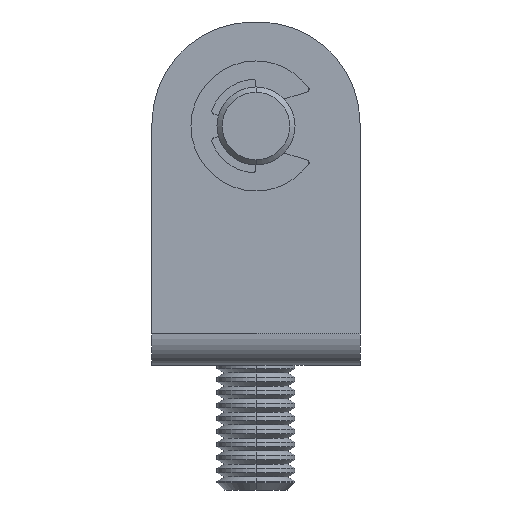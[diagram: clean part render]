
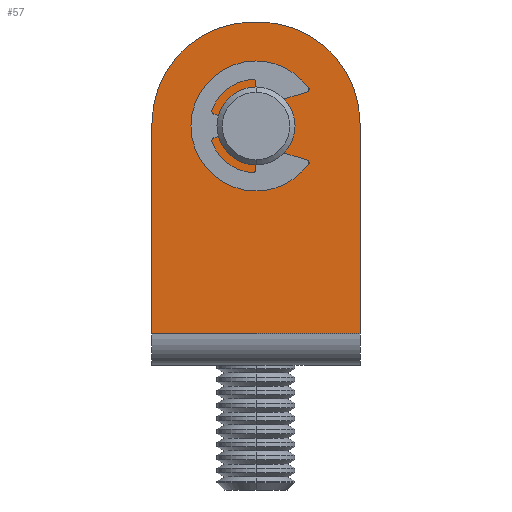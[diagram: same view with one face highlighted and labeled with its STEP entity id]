
A CAD part, left-side view. The second image highlights one B-rep face of the part: STEP entity #57.
In plain terms, the highlighted planar face has unit normal (-1, 0, 0).
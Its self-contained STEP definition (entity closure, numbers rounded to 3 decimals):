
#57 = ADVANCED_FACE ( 'NONE', ( #4584, #4302 ), #1560, .F. ) ;
#155 = DIRECTION ( 'NONE',  ( -1., 0., 0. ) ) ;
#244 = CIRCLE ( 'NONE', #382, 1.5 ) ;
#348 = VERTEX_POINT ( 'NONE', #4015 ) ;
#382 = AXIS2_PLACEMENT_3D ( 'NONE', #3011, #4151, #4461 ) ;
#412 = CARTESIAN_POINT ( 'NONE',  ( -5.7, -4., 1.2 ) ) ;
#456 = CARTESIAN_POINT ( 'NONE',  ( -5.7, -4., 9.3 ) ) ;
#522 = DIRECTION ( 'NONE',  ( -1., 0., 0. ) ) ;
#540 = AXIS2_PLACEMENT_3D ( 'NONE', #3498, #1693, #2796 ) ;
#562 = AXIS2_PLACEMENT_3D ( 'NONE', #4111, #2731, #2356 ) ;
#616 = EDGE_CURVE ( 'NONE', #348, #2960, #244, .T. ) ;
#673 = EDGE_CURVE ( 'NONE', #1116, #3295, #2611, .T. ) ;
#694 = VECTOR ( 'NONE', #4009, 1000. ) ;
#755 = VERTEX_POINT ( 'NONE', #4539 ) ;
#883 = CARTESIAN_POINT ( 'NONE',  ( -5.7, -0.1, 9.3 ) ) ;
#950 = LINE ( 'NONE', #4500, #2013 ) ;
#1032 = EDGE_CURVE ( 'NONE', #4092, #2975, #4128, .T. ) ;
#1049 = ORIENTED_EDGE ( 'NONE', *, *, #1032, .F. ) ;
#1116 = VERTEX_POINT ( 'NONE', #1907 ) ;
#1252 = LINE ( 'NONE', #3803, #3846 ) ;
#1282 = VECTOR ( 'NONE', #3184, 1000. ) ;
#1286 = ORIENTED_EDGE ( 'NONE', *, *, #2621, .T. ) ;
#1366 = EDGE_CURVE ( 'NONE', #755, #2975, #1252, .T. ) ;
#1560 = PLANE ( 'NONE',  #562 ) ;
#1693 = DIRECTION ( 'NONE',  ( 1., 0., 0. ) ) ;
#1694 = ORIENTED_EDGE ( 'NONE', *, *, #3188, .T. ) ;
#1704 = EDGE_CURVE ( 'NONE', #4092, #3042, #2358, .T. ) ;
#1718 = ORIENTED_EDGE ( 'NONE', *, *, #673, .T. ) ;
#1757 = ORIENTED_EDGE ( 'NONE', *, *, #2229, .F. ) ;
#1846 = CARTESIAN_POINT ( 'NONE',  ( -5.7, 4., 9.3 ) ) ;
#1907 = CARTESIAN_POINT ( 'NONE',  ( -5.7, 0.1, 13.2 ) ) ;
#2013 = VECTOR ( 'NONE', #4593, 1000. ) ;
#2229 = EDGE_CURVE ( 'NONE', #1116, #3042, #4271, .T. ) ;
#2356 = DIRECTION ( 'NONE',  ( 0., 0., -1. ) ) ;
#2358 = CIRCLE ( 'NONE', #3551, 3.9 ) ;
#2483 = CARTESIAN_POINT ( 'NONE',  ( -5.7, 0., 13.2 ) ) ;
#2611 = CIRCLE ( 'NONE', #4085, 3.9 ) ;
#2621 = EDGE_CURVE ( 'NONE', #2960, #348, #3364, .T. ) ;
#2654 = CARTESIAN_POINT ( 'NONE',  ( -5.7, 0.1, 9.3 ) ) ;
#2657 = CARTESIAN_POINT ( 'NONE',  ( -5.7, 1.5, 9.2 ) ) ;
#2716 = CARTESIAN_POINT ( 'NONE',  ( -5.7, -0.1, 13.2 ) ) ;
#2731 = DIRECTION ( 'NONE',  ( 1., 0., 0. ) ) ;
#2796 = DIRECTION ( 'NONE',  ( 0., 0., -1. ) ) ;
#2834 = ORIENTED_EDGE ( 'NONE', *, *, #1704, .T. ) ;
#2960 = VERTEX_POINT ( 'NONE', #2657 ) ;
#2975 = VERTEX_POINT ( 'NONE', #3733 ) ;
#2996 = ORIENTED_EDGE ( 'NONE', *, *, #616, .T. ) ;
#3011 = CARTESIAN_POINT ( 'NONE',  ( -5.7, 0., 9.2 ) ) ;
#3037 = DIRECTION ( 'NONE',  ( 0., 0., -1. ) ) ;
#3042 = VERTEX_POINT ( 'NONE', #2716 ) ;
#3043 = DIRECTION ( 'NONE',  ( 0., -1., 0. ) ) ;
#3184 = DIRECTION ( 'NONE',  ( 0., -1., 0. ) ) ;
#3188 = EDGE_CURVE ( 'NONE', #3295, #755, #950, .T. ) ;
#3295 = VERTEX_POINT ( 'NONE', #1846 ) ;
#3364 = CIRCLE ( 'NONE', #540, 1.5 ) ;
#3498 = CARTESIAN_POINT ( 'NONE',  ( -5.7, 0., 9.2 ) ) ;
#3551 = AXIS2_PLACEMENT_3D ( 'NONE', #883, #155, #3037 ) ;
#3650 = EDGE_LOOP ( 'NONE', ( #1286, #2996 ) ) ;
#3733 = CARTESIAN_POINT ( 'NONE',  ( -5.7, -4., 1.2 ) ) ;
#3803 = CARTESIAN_POINT ( 'NONE',  ( -5.7, 4., 1.2 ) ) ;
#3822 = EDGE_LOOP ( 'NONE', ( #1694, #4068, #1049, #2834, #1757, #1718 ) ) ;
#3846 = VECTOR ( 'NONE', #3043, 1000. ) ;
#4009 = DIRECTION ( 'NONE',  ( 0., 0., -1. ) ) ;
#4015 = CARTESIAN_POINT ( 'NONE',  ( -5.7, -1.5, 9.2 ) ) ;
#4068 = ORIENTED_EDGE ( 'NONE', *, *, #1366, .T. ) ;
#4085 = AXIS2_PLACEMENT_3D ( 'NONE', #2654, #522, #4476 ) ;
#4092 = VERTEX_POINT ( 'NONE', #456 ) ;
#4111 = CARTESIAN_POINT ( 'NONE',  ( -5.7, 4., 1.2 ) ) ;
#4128 = LINE ( 'NONE', #412, #694 ) ;
#4151 = DIRECTION ( 'NONE',  ( 1., 0., 0. ) ) ;
#4271 = LINE ( 'NONE', #2483, #1282 ) ;
#4302 = FACE_OUTER_BOUND ( 'NONE', #3822, .T. ) ;
#4461 = DIRECTION ( 'NONE',  ( 0., 0., -1. ) ) ;
#4476 = DIRECTION ( 'NONE',  ( 0., 0., -1. ) ) ;
#4500 = CARTESIAN_POINT ( 'NONE',  ( -5.7, 4., 1.2 ) ) ;
#4539 = CARTESIAN_POINT ( 'NONE',  ( -5.7, 4., 1.2 ) ) ;
#4584 = FACE_BOUND ( 'NONE', #3650, .T. ) ;
#4593 = DIRECTION ( 'NONE',  ( 0., 0., -1. ) ) ;
